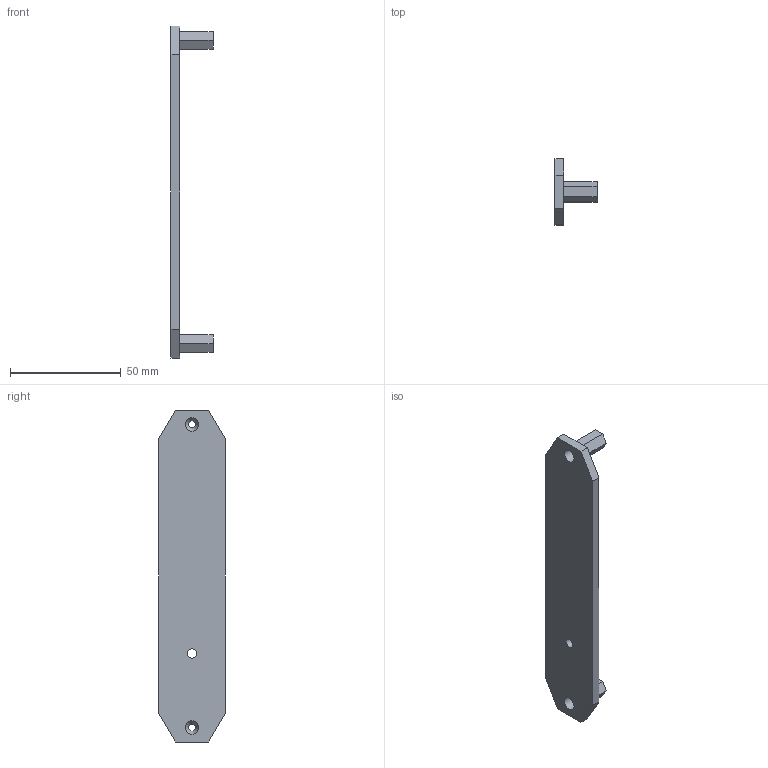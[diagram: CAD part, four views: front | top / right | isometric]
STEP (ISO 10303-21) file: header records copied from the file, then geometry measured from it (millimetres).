
FILE_DESCRIPTION(/* description */ (''),/* implementation_level */ '2;1');
FILE_NAME(/* name */ 'HexWheelGuard.ipt.step',/* time_stamp */ '2024-02-27T11:29:25-06:00',/* author */ ('smz3rm'),/* organization */ (''),/* preprocessor_version */ 'ST-DEVELOPER v18',/* originating_system */ 'Autodesk Inventor 2020',/* authorisation */ '');
FILE_SCHEMA (('AUTOMOTIVE_DESIGN { 1 0 10303 214 3 1 1 }'));
Length unit declared in the file: millimetre
Products named in the file (1): HexWheelGuard
Bounding box: 19 x 30 x 150 mm (x, y, z)
Volume: 18105.6 mm3; surface area: 11321.2 mm2
Topology: 1 solids, 1 shells, 33 faces, 87 edges, 60 vertices
Faces by surface type: plane 26, cylinder 5, cone 2
Full cylindrical faces by diameter (mm): 3.1 x2, 4.2 x1, 6.1 x2
Entity records: 1082 total; most frequent: CARTESIAN_POINT 181, DIRECTION 175, ORIENTED_EDGE 174, EDGE_CURVE 87, LINE 67, VECTOR 67, VERTEX_POINT 60, AXIS2_PLACEMENT_3D 54
